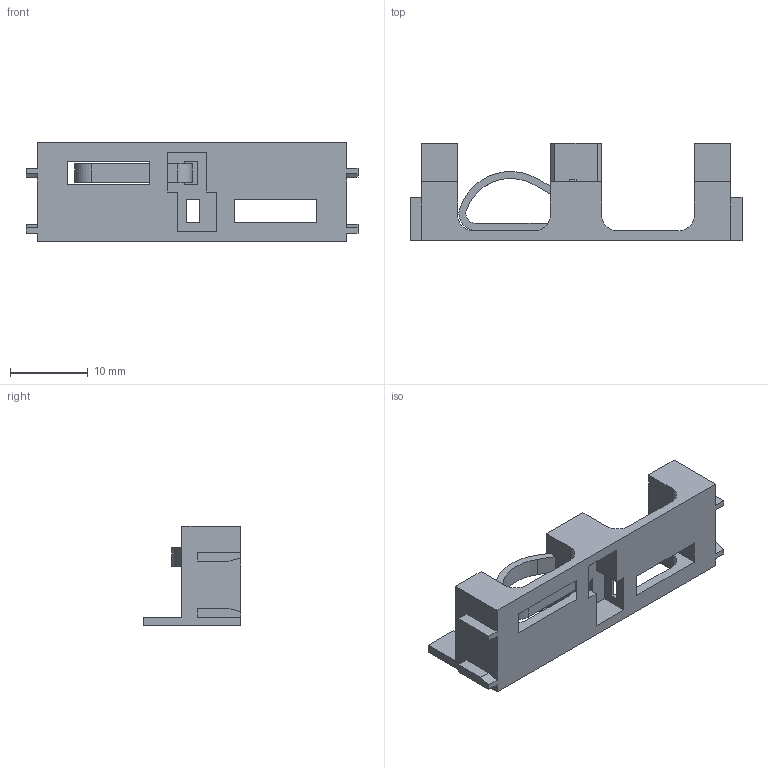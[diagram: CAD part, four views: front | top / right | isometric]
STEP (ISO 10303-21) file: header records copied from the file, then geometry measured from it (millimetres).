
FILE_DESCRIPTION(/* description */ (''),/* implementation_level */ '2;1');
FILE_NAME(/* name */ '100193707ugm000_b.stp',/* time_stamp */ '2014-07-14T13:53:48+02:00',/* author */ (''),/* organization */ (''),/* preprocessor_version */ 'ST-DEVELOPER v15',/* originating_system */ 'SIEMENS PLM Software NX 8.5',/* authorisation */ '');
FILE_SCHEMA (('AUTOMOTIVE_DESIGN { 1 0 10303 214 3 1 1 1 }'));
Length unit declared in the file: millimetre
Products named in the file (1): 100193707ugm000_b
Bounding box: 42.7 x 12.5 x 12.85 mm (x, y, z)
Volume: 1646 mm3; surface area: 2679.6 mm2
Topology: 1 solids, 1 shells, 117 faces, 349 edges, 235 vertices
Faces by surface type: plane 103, cylinder 14
Entity records: 3959 total; most frequent: CARTESIAN_POINT 702, ORIENTED_EDGE 698, DIRECTION 617, EDGE_CURVE 349, LINE 317, VECTOR 317, VERTEX_POINT 232, AXIS2_PLACEMENT_3D 150
